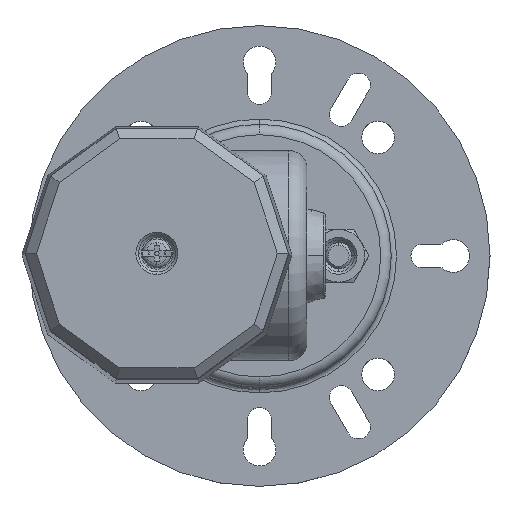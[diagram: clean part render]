
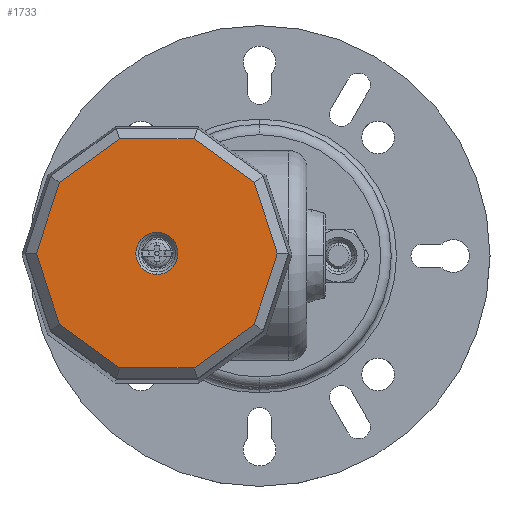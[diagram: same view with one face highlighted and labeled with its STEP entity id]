
A CAD part, top view. The second image highlights one B-rep face of the part: STEP entity #1733.
In plain terms, the highlighted planar face has unit normal (0, 0, 1).
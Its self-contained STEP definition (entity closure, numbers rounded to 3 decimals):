
#71 = DIRECTION ( 'NONE',  ( -0.809, 0.588, 0. ) ) ;
#254 = CARTESIAN_POINT ( 'NONE',  ( -38.002, 13.442, 336. ) ) ;
#466 = VECTOR ( 'NONE', #840, 1000. ) ;
#487 = AXIS2_PLACEMENT_3D ( 'NONE', #1044, #14388, #5359 ) ;
#719 = EDGE_CURVE ( 'NONE', #4762, #14939, #12089, .T. ) ;
#782 = ORIENTED_EDGE ( 'NONE', *, *, #7318, .F. ) ;
#840 = DIRECTION ( 'NONE',  ( 0.309, 0.951, 0. ) ) ;
#982 = VECTOR ( 'NONE', #14894, 1000. ) ;
#994 = LINE ( 'NONE', #9161, #12713 ) ;
#1044 = CARTESIAN_POINT ( 'NONE',  ( -19.5, 0., 336. ) ) ;
#1618 = VERTEX_POINT ( 'NONE', #11166 ) ;
#1733 = ADVANCED_FACE ( 'NONE', ( #6657, #17378 ), #13157, .T. ) ;
#1822 = ORIENTED_EDGE ( 'NONE', *, *, #9942, .F. ) ;
#1960 = EDGE_CURVE ( 'NONE', #9015, #10477, #2737, .T. ) ;
#2042 = LINE ( 'NONE', #15219, #5224 ) ;
#2086 = CARTESIAN_POINT ( 'NONE',  ( -42.369, 0., 336. ) ) ;
#2737 = LINE ( 'NONE', #12100, #7212 ) ;
#2888 = CARTESIAN_POINT ( 'NONE',  ( -38.002, -13.442, 336. ) ) ;
#2907 = LINE ( 'NONE', #254, #9479 ) ;
#3125 = ORIENTED_EDGE ( 'NONE', *, *, #7423, .F. ) ;
#3247 = LINE ( 'NONE', #15432, #4880 ) ;
#3382 = EDGE_CURVE ( 'NONE', #14939, #4762, #14681, .T. ) ;
#3502 = ORIENTED_EDGE ( 'NONE', *, *, #5717, .F. ) ;
#3972 = AXIS2_PLACEMENT_3D ( 'NONE', #6664, #4135, #4216 ) ;
#4135 = DIRECTION ( 'NONE',  ( 0., 0., 1. ) ) ;
#4216 = DIRECTION ( 'NONE',  ( 0., -1., 0. ) ) ;
#4490 = EDGE_CURVE ( 'NONE', #5725, #1618, #7163, .T. ) ;
#4762 = VERTEX_POINT ( 'NONE', #11377 ) ;
#4880 = VECTOR ( 'NONE', #8581, 1000. ) ;
#4996 = ORIENTED_EDGE ( 'NONE', *, *, #719, .F. ) ;
#5206 = EDGE_CURVE ( 'NONE', #14140, #5725, #9709, .T. ) ;
#5224 = VECTOR ( 'NONE', #16801, 1000. ) ;
#5301 = VECTOR ( 'NONE', #8143, 1000. ) ;
#5359 = DIRECTION ( 'NONE',  ( 1., 0., 0. ) ) ;
#5532 = ORIENTED_EDGE ( 'NONE', *, *, #1960, .F. ) ;
#5689 = DIRECTION ( 'NONE',  ( 0., -1., 0. ) ) ;
#5717 = EDGE_CURVE ( 'NONE', #1618, #9015, #2042, .T. ) ;
#5725 = VERTEX_POINT ( 'NONE', #16717 ) ;
#5951 = CARTESIAN_POINT ( 'NONE',  ( -12.433, 21.75, 336. ) ) ;
#6039 = LINE ( 'NONE', #2086, #466 ) ;
#6354 = DIRECTION ( 'NONE',  ( 0.309, -0.951, 0. ) ) ;
#6657 = FACE_BOUND ( 'NONE', #10026, .T. ) ;
#6664 = CARTESIAN_POINT ( 'NONE',  ( -19.5, 0., 336. ) ) ;
#6839 = CARTESIAN_POINT ( 'NONE',  ( -38.002, -13.442, 336. ) ) ;
#6989 = CARTESIAN_POINT ( 'NONE',  ( -19.5, 0., 336. ) ) ;
#7163 = LINE ( 'NONE', #11122, #13539 ) ;
#7188 = CARTESIAN_POINT ( 'NONE',  ( -42.369, 0., 336. ) ) ;
#7212 = VECTOR ( 'NONE', #71, 1000. ) ;
#7318 = EDGE_CURVE ( 'NONE', #7954, #10352, #15990, .T. ) ;
#7423 = EDGE_CURVE ( 'NONE', #15804, #12328, #2907, .T. ) ;
#7954 = VERTEX_POINT ( 'NONE', #5951 ) ;
#8107 = CARTESIAN_POINT ( 'NONE',  ( -38.002, 13.442, 336. ) ) ;
#8138 = DIRECTION ( 'NONE',  ( 0., 0., 1. ) ) ;
#8143 = DIRECTION ( 'NONE',  ( -0.309, 0.951, 0. ) ) ;
#8157 = DIRECTION ( 'NONE',  ( 0.809, 0.588, 0. ) ) ;
#8581 = DIRECTION ( 'NONE',  ( 1., 0., 0. ) ) ;
#9015 = VERTEX_POINT ( 'NONE', #15539 ) ;
#9161 = CARTESIAN_POINT ( 'NONE',  ( -0.998, 13.442, 336. ) ) ;
#9259 = ORIENTED_EDGE ( 'NONE', *, *, #4490, .F. ) ;
#9349 = EDGE_CURVE ( 'NONE', #14891, #15804, #6039, .T. ) ;
#9479 = VECTOR ( 'NONE', #8157, 1000. ) ;
#9709 = LINE ( 'NONE', #13740, #982 ) ;
#9798 = VECTOR ( 'NONE', #11767, 1000. ) ;
#9942 = EDGE_CURVE ( 'NONE', #10352, #14140, #994, .T. ) ;
#10026 = EDGE_LOOP ( 'NONE', ( #14498, #4996 ) ) ;
#10185 = AXIS2_PLACEMENT_3D ( 'NONE', #6989, #8138, #5689 ) ;
#10352 = VERTEX_POINT ( 'NONE', #13357 ) ;
#10477 = VERTEX_POINT ( 'NONE', #6839 ) ;
#11122 = CARTESIAN_POINT ( 'NONE',  ( -0.998, -13.442, 336. ) ) ;
#11166 = CARTESIAN_POINT ( 'NONE',  ( -12.433, -21.75, 336. ) ) ;
#11377 = CARTESIAN_POINT ( 'NONE',  ( -19.5, -4., 336. ) ) ;
#11767 = DIRECTION ( 'NONE',  ( 0.809, -0.588, 0. ) ) ;
#12089 = CIRCLE ( 'NONE', #3972, 4. ) ;
#12100 = CARTESIAN_POINT ( 'NONE',  ( -26.567, -21.75, 336. ) ) ;
#12172 = DIRECTION ( 'NONE',  ( -0.809, -0.588, 0. ) ) ;
#12173 = EDGE_CURVE ( 'NONE', #12328, #7954, #3247, .T. ) ;
#12248 = ORIENTED_EDGE ( 'NONE', *, *, #15166, .F. ) ;
#12269 = EDGE_LOOP ( 'NONE', ( #5532, #3502, #9259, #12811, #1822, #782, #16802, #3125, #12613, #12248 ) ) ;
#12328 = VERTEX_POINT ( 'NONE', #16919 ) ;
#12613 = ORIENTED_EDGE ( 'NONE', *, *, #9349, .F. ) ;
#12713 = VECTOR ( 'NONE', #6354, 1000. ) ;
#12811 = ORIENTED_EDGE ( 'NONE', *, *, #5206, .F. ) ;
#13157 = PLANE ( 'NONE',  #487 ) ;
#13357 = CARTESIAN_POINT ( 'NONE',  ( -0.998, 13.442, 336. ) ) ;
#13539 = VECTOR ( 'NONE', #12172, 1000. ) ;
#13740 = CARTESIAN_POINT ( 'NONE',  ( 3.369, 0., 336. ) ) ;
#14140 = VERTEX_POINT ( 'NONE', #14279 ) ;
#14279 = CARTESIAN_POINT ( 'NONE',  ( 3.369, 0., 336. ) ) ;
#14388 = DIRECTION ( 'NONE',  ( 0., 0., 1. ) ) ;
#14498 = ORIENTED_EDGE ( 'NONE', *, *, #3382, .F. ) ;
#14665 = CARTESIAN_POINT ( 'NONE',  ( -12.433, 21.75, 336. ) ) ;
#14681 = CIRCLE ( 'NONE', #10185, 4. ) ;
#14891 = VERTEX_POINT ( 'NONE', #7188 ) ;
#14894 = DIRECTION ( 'NONE',  ( -0.309, -0.951, 0. ) ) ;
#14939 = VERTEX_POINT ( 'NONE', #17113 ) ;
#15166 = EDGE_CURVE ( 'NONE', #10477, #14891, #16313, .T. ) ;
#15219 = CARTESIAN_POINT ( 'NONE',  ( -12.433, -21.75, 336. ) ) ;
#15432 = CARTESIAN_POINT ( 'NONE',  ( -26.567, 21.75, 336. ) ) ;
#15539 = CARTESIAN_POINT ( 'NONE',  ( -26.567, -21.75, 336. ) ) ;
#15804 = VERTEX_POINT ( 'NONE', #8107 ) ;
#15990 = LINE ( 'NONE', #14665, #9798 ) ;
#16313 = LINE ( 'NONE', #2888, #5301 ) ;
#16717 = CARTESIAN_POINT ( 'NONE',  ( -0.998, -13.442, 336. ) ) ;
#16801 = DIRECTION ( 'NONE',  ( -1., 0., 0. ) ) ;
#16802 = ORIENTED_EDGE ( 'NONE', *, *, #12173, .F. ) ;
#16919 = CARTESIAN_POINT ( 'NONE',  ( -26.567, 21.75, 336. ) ) ;
#17113 = CARTESIAN_POINT ( 'NONE',  ( -19.5, 4., 336. ) ) ;
#17378 = FACE_OUTER_BOUND ( 'NONE', #12269, .T. ) ;
